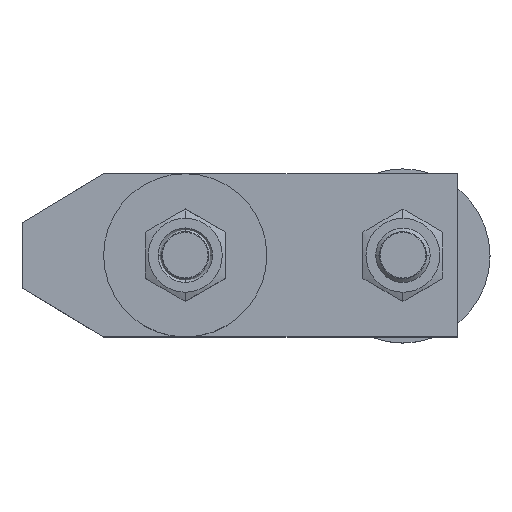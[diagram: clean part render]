
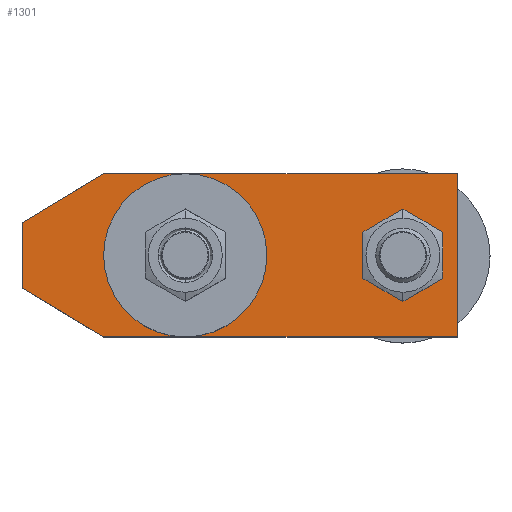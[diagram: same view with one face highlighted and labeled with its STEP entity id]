
A CAD part, top view. The second image highlights one B-rep face of the part: STEP entity #1301.
In plain terms, the highlighted planar face has unit normal (0, 0, 1).
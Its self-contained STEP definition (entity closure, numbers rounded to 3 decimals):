
#837=VERTEX_POINT('',#1972);
#867=VERTEX_POINT('',#2008);
#957=EDGE_CURVE('',#1001,#1025,#2117,.T.);
#973=EDGE_CURVE('',#1461,#837,#2133,.T.);
#989=EDGE_CURVE('',#1399,#1001,#2150,.T.);
#999=EDGE_CURVE('',#867,#1399,#2160,.T.);
#1001=VERTEX_POINT('',#2162);
#1015=EDGE_CURVE('',#1025,#1285,#2177,.T.);
#1025=VERTEX_POINT('',#2189);
#1041=EDGE_CURVE('',#1059,#1131,#2206,.T.);
#1051=EDGE_CURVE('',#1083,#1059,#2217,.T.);
#1059=VERTEX_POINT('',#2226);
#1073=EDGE_CURVE('',#1127,#1083,#2242,.T.);
#1083=VERTEX_POINT('',#2255);
#1117=EDGE_CURVE('',#1131,#1127,#2293,.T.);
#1127=VERTEX_POINT('',#2304);
#1131=VERTEX_POINT('',#2308);
#1151=EDGE_CURVE('',#837,#1461,#2328,.T.);
#1159=EDGE_CURVE('',#1267,#867,#2336,.T.);
#1259=EDGE_CURVE('',#1285,#1267,#2444,.T.);
#1267=VERTEX_POINT('',#2453);
#1285=VERTEX_POINT('',#2472);
#1301=ADVANCED_FACE('',(#2489,#2490,#2491),#2492,.T.);
#1399=VERTEX_POINT('',#2597);
#1461=VERTEX_POINT('',#2664);
#1972=CARTESIAN_POINT('',(75.0,0.,15.0));
#2008=CARTESIAN_POINT('',(0.0,6.,15.0));
#2117=LINE('',#3505,#3506);
#2133=CIRCLE('',#3538,5.0);
#2150=LINE('',#3562,#3563);
#2160=LINE('',#3576,#3577);
#2162=CARTESIAN_POINT('',(80.0,15.0,15.0));
#2177=LINE('',#3603,#3604);
#2189=CARTESIAN_POINT('',(80.0,-15.0,15.0));
#2206=LINE('',#3651,#3652);
#2217=CIRCLE('',#3667,5.5);
#2226=CARTESIAN_POINT('',(39.5,-5.5,15.0));
#2242=LINE('',#3699,#3700);
#2255=CARTESIAN_POINT('',(39.5,5.5,15.0));
#2293=CIRCLE('',#3766,5.5);
#2304=CARTESIAN_POINT('',(20.5,5.5,15.0));
#2308=CARTESIAN_POINT('',(20.5,-5.5,15.0));
#2328=CIRCLE('',#3823,5.0);
#2336=LINE('',#3843,#3844);
#2444=LINE('',#4013,#4014);
#2453=CARTESIAN_POINT('',(0.0,-6.,15.0));
#2472=CARTESIAN_POINT('',(15.0,-15.0,15.0));
#2489=FACE_BOUND('',#4095,.T.);
#2490=FACE_BOUND('',#4096,.T.);
#2491=FACE_OUTER_BOUND('',#4097,.T.);
#2492=PLANE('',#4098);
#2597=CARTESIAN_POINT('',(15.0,15.0,15.0));
#2664=CARTESIAN_POINT('',(65.0,0.,15.0));
#3505=CARTESIAN_POINT('',(80.0,-15.0,15.0));
#3506=VECTOR('',#5305,1.0);
#3538=AXIS2_PLACEMENT_3D('',#5310,#5311,#5312);
#3562=CARTESIAN_POINT('',(80.0,15.0,15.0));
#3563=VECTOR('',#5324,1.0);
#3576=CARTESIAN_POINT('',(15.0,15.0,15.0));
#3577=VECTOR('',#5326,1.0);
#3603=CARTESIAN_POINT('',(15.0,-15.0,15.0));
#3604=VECTOR('',#5346,1.0);
#3651=CARTESIAN_POINT('',(41.098,-5.5,15.0));
#3652=VECTOR('',#5381,1.0);
#3667=AXIS2_PLACEMENT_3D('',#5394,#5395,#5396);
#3699=CARTESIAN_POINT('',(31.598,5.5,15.0));
#3700=VECTOR('',#5425,1.0);
#3766=AXIS2_PLACEMENT_3D('',#5488,#5489,#5490);
#3823=AXIS2_PLACEMENT_3D('',#5514,#5515,#5516);
#3843=CARTESIAN_POINT('',(0.0,6.,15.0));
#3844=VECTOR('',#5520,1.0);
#4013=CARTESIAN_POINT('',(0.0,-6.,15.0));
#4014=VECTOR('',#5629,1.0);
#4095=EDGE_LOOP('',(#5666,#5667));
#4096=EDGE_LOOP('',(#5668,#5669,#5670,#5671));
#4097=EDGE_LOOP('',(#5672,#5673,#5674,#5675,#5676,#5677));
#4098=AXIS2_PLACEMENT_3D('',#5678,#5679,#5680);
#5305=DIRECTION('',(0.0,-1.0,0.0));
#5310=CARTESIAN_POINT('',(70.0,0.0,15.0));
#5311=DIRECTION('',(0.0,0.0,-1.0));
#5312=DIRECTION('',(-1.0,0.,0.0));
#5324=DIRECTION('',(1.0,0.0,0.0));
#5326=DIRECTION('',(0.857,0.514,0.0));
#5346=DIRECTION('',(-1.0,0.0,0.0));
#5381=DIRECTION('',(-1.0,0.0,0.0));
#5394=CARTESIAN_POINT('',(39.5,0.0,15.0));
#5395=DIRECTION('',(0.0,0.0,-1.0));
#5396=DIRECTION('',(0.0,1.0,0.0));
#5425=DIRECTION('',(1.0,0.0,0.0));
#5488=CARTESIAN_POINT('',(20.5,0.0,15.0));
#5489=DIRECTION('',(0.0,0.0,-1.0));
#5490=DIRECTION('',(0.0,-1.0,0.0));
#5514=CARTESIAN_POINT('',(70.0,0.0,15.0));
#5515=DIRECTION('',(0.0,0.0,-1.0));
#5516=DIRECTION('',(-1.0,0.,0.0));
#5520=DIRECTION('',(0.0,1.0,0.0));
#5629=DIRECTION('',(-0.857,0.514,0.0));
#5666=ORIENTED_EDGE('',*,*,#973,.T.);
#5667=ORIENTED_EDGE('',*,*,#1151,.T.);
#5668=ORIENTED_EDGE('',*,*,#1117,.T.);
#5669=ORIENTED_EDGE('',*,*,#1073,.T.);
#5670=ORIENTED_EDGE('',*,*,#1051,.T.);
#5671=ORIENTED_EDGE('',*,*,#1041,.T.);
#5672=ORIENTED_EDGE('',*,*,#1015,.F.);
#5673=ORIENTED_EDGE('',*,*,#957,.F.);
#5674=ORIENTED_EDGE('',*,*,#989,.F.);
#5675=ORIENTED_EDGE('',*,*,#999,.F.);
#5676=ORIENTED_EDGE('',*,*,#1159,.F.);
#5677=ORIENTED_EDGE('',*,*,#1259,.F.);
#5678=CARTESIAN_POINT('',(42.696,0.,15.0));
#5679=DIRECTION('',(0.0,0.0,1.0));
#5680=DIRECTION('',(1.0,0.0,0.0));
